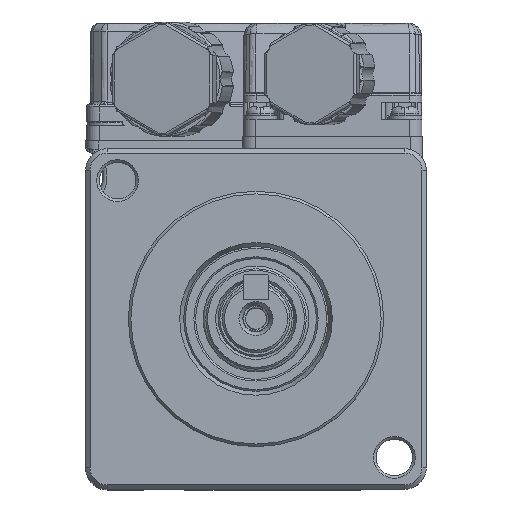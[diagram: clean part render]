
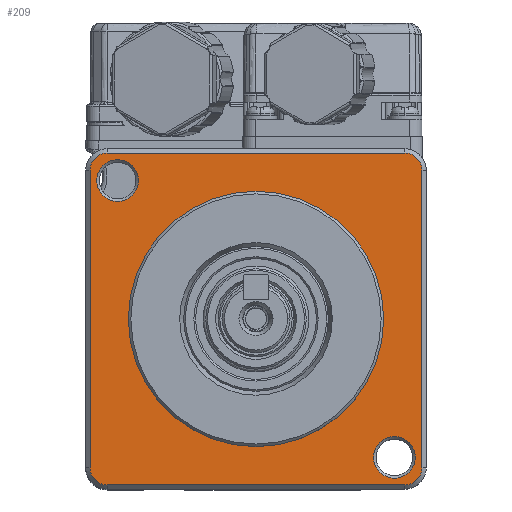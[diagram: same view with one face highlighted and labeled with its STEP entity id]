
A CAD part, top view. The second image highlights one B-rep face of the part: STEP entity #209.
In plain terms, the highlighted planar face has unit normal (0, 0, 1).
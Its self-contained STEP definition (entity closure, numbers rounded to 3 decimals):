
#25=CARTESIAN_POINT('',(19.5,-17.5,-19.5));
#26=VERTEX_POINT('',#25);
#43=CARTESIAN_POINT('',(19.5,17.5,-19.5));
#44=VERTEX_POINT('',#43);
#51=CARTESIAN_POINT('',(19.5,17.5,-19.5));
#52=DIRECTION('',(0.,-1.,0.));
#53=VECTOR('',#52,35.);
#54=LINE('',#51,#53);
#55=EDGE_CURVE('',#44,#26,#54,.T.);
#65=CARTESIAN_POINT('',(17.5,-19.5,-19.5));
#66=VERTEX_POINT('',#65);
#83=CARTESIAN_POINT('',(17.5,-17.5,-19.5));
#84=DIRECTION('',(1.,0.,0.));
#85=DIRECTION('',(0.,0.,-1.));
#86=AXIS2_PLACEMENT_3D('',#83,#85,#84);
#87=CIRCLE('',#86,2.);
#88=EDGE_CURVE('',#26,#66,#87,.T.);
#108=CARTESIAN_POINT('',(17.5,19.5,-19.5));
#109=VERTEX_POINT('',#108);
#116=CARTESIAN_POINT('',(17.5,17.5,-19.5));
#117=DIRECTION('',(0.,1.,0.));
#118=DIRECTION('',(0.,0.,-1.));
#119=AXIS2_PLACEMENT_3D('',#116,#118,#117);
#120=CIRCLE('',#119,2.);
#121=EDGE_CURVE('',#109,#44,#120,.T.);
#126=CARTESIAN_POINT('',(0.,0.,-19.5));
#127=DIRECTION('',(0.,1.,0.));
#128=DIRECTION('',(0.,-0.,1.));
#129=AXIS2_PLACEMENT_3D('',#126,#128,#127);
#130=PLANE('',#129);
#131=ORIENTED_EDGE('',*,*,#55,.F.);
#132=ORIENTED_EDGE('',*,*,#121,.F.);
#133=CARTESIAN_POINT('',(-17.5,19.5,-19.5));
#134=VERTEX_POINT('',#133);
#135=CARTESIAN_POINT('',(17.5,19.5,-19.5));
#136=DIRECTION('',(-1.,0.,0.));
#137=VECTOR('',#136,35.);
#138=LINE('',#135,#137);
#139=EDGE_CURVE('',#109,#134,#138,.T.);
#140=ORIENTED_EDGE('',*,*,#139,.T.);
#141=CARTESIAN_POINT('',(-19.5,17.5,-19.5));
#142=VERTEX_POINT('',#141);
#143=CARTESIAN_POINT('',(-17.5,17.5,-19.5));
#144=DIRECTION('',(0.,1.,0.));
#145=DIRECTION('',(0.,0.,1.));
#146=AXIS2_PLACEMENT_3D('',#143,#145,#144);
#147=CIRCLE('',#146,2.);
#148=EDGE_CURVE('',#134,#142,#147,.T.);
#149=ORIENTED_EDGE('',*,*,#148,.T.);
#150=CARTESIAN_POINT('',(-19.5,-17.5,-19.5));
#151=VERTEX_POINT('',#150);
#152=CARTESIAN_POINT('',(-19.5,17.5,-19.5));
#153=DIRECTION('',(0.,-1.,0.));
#154=VECTOR('',#153,35.);
#155=LINE('',#152,#154);
#156=EDGE_CURVE('',#142,#151,#155,.T.);
#157=ORIENTED_EDGE('',*,*,#156,.T.);
#158=CARTESIAN_POINT('',(-17.5,-19.5,-19.5));
#159=VERTEX_POINT('',#158);
#160=CARTESIAN_POINT('',(-17.5,-17.5,-19.5));
#161=DIRECTION('',(-1.,0.,0.));
#162=DIRECTION('',(0.,0.,1.));
#163=AXIS2_PLACEMENT_3D('',#160,#162,#161);
#164=CIRCLE('',#163,2.);
#165=EDGE_CURVE('',#151,#159,#164,.T.);
#166=ORIENTED_EDGE('',*,*,#165,.T.);
#167=CARTESIAN_POINT('',(-17.5,-19.5,-19.5));
#168=DIRECTION('',(1.,0.,0.));
#169=VECTOR('',#168,35.);
#170=LINE('',#167,#169);
#171=EDGE_CURVE('',#159,#66,#170,.T.);
#172=ORIENTED_EDGE('',*,*,#171,.T.);
#173=ORIENTED_EDGE('',*,*,#88,.F.);
#174=EDGE_LOOP('',(#131,#132,#140,#149,#157,#166,#172,#173));
#175=FACE_OUTER_BOUND('',#174,.T.);
#176=CARTESIAN_POINT('',(-18.713,16.263,-19.5));
#177=VERTEX_POINT('',#176);
#178=CARTESIAN_POINT('',(-16.263,16.263,-19.5));
#179=DIRECTION('',(-1.,0.,-0.));
#180=DIRECTION('',(0.,0.,-1.));
#181=AXIS2_PLACEMENT_3D('',#178,#180,#179);
#182=CIRCLE('',#181,2.45);
#183=EDGE_CURVE('',#177,#177,#182,.T.);
#184=ORIENTED_EDGE('',*,*,#183,.T.);
#185=EDGE_LOOP('',(#184));
#186=FACE_BOUND('',#185,.T.);
#187=CARTESIAN_POINT('',(13.813,-16.263,-19.5));
#188=VERTEX_POINT('',#187);
#189=CARTESIAN_POINT('',(16.263,-16.263,-19.5));
#190=DIRECTION('',(-1.,0.,-0.));
#191=DIRECTION('',(0.,0.,-1.));
#192=AXIS2_PLACEMENT_3D('',#189,#191,#190);
#193=CIRCLE('',#192,2.45);
#194=EDGE_CURVE('',#188,#188,#193,.T.);
#195=ORIENTED_EDGE('',*,*,#194,.T.);
#196=EDGE_LOOP('',(#195));
#197=FACE_BOUND('',#196,.T.);
#198=CARTESIAN_POINT('',(-15.,0.,-19.5));
#199=VERTEX_POINT('',#198);
#200=CARTESIAN_POINT('',(0.,0.,-19.5));
#201=DIRECTION('',(-1.,0.,-0.));
#202=DIRECTION('',(0.,0.,-1.));
#203=AXIS2_PLACEMENT_3D('',#200,#202,#201);
#204=CIRCLE('',#203,15.);
#205=EDGE_CURVE('',#199,#199,#204,.T.);
#206=ORIENTED_EDGE('',*,*,#205,.T.);
#207=EDGE_LOOP('',(#206));
#208=FACE_BOUND('',#207,.T.);
#209=ADVANCED_FACE('',(#175,#186,#197,#208),#130,.T.);
